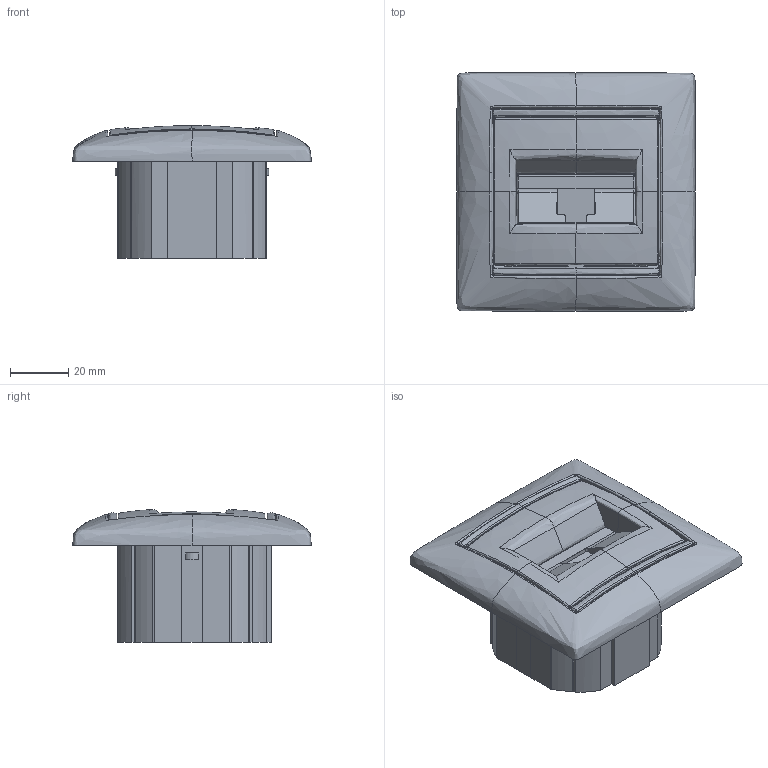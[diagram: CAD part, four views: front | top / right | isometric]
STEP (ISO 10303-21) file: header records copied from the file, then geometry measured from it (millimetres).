
FILE_DESCRIPTION(('STEP AP242'), '1');
FILE_NAME('774230', '', ('UNSPECIFIED'), ('UNSPECIFIED'), 'C3D Converter', 'C3D Toolkit', '');
FILE_SCHEMA(('AP242_MANAGED_MODEL_BASED_3D_ENGINEERING_MIM_LF { 1 0 10303 442 1 1 4 }'));
Length unit declared in the file: millimetre
Products named in the file (1): БЕИВ.434435.009
Bounding box: 82 x 82 x 45.74 mm (x, y, z)
Volume: 3112.7 mm3; surface area: 34575.1 mm2
Topology: 8 solids, 21 shells, 1277 faces, 3387 edges, 2090 vertices
Faces by surface type: plane 450, bspline 414, extrusion 198, cylinder 158, torus 30, sphere 23, cone 4
Full cylindrical faces by diameter (mm): 3.1 x4
Entity records: 107816 total; most frequent: CARTESIAN_POINT 71131, ORIENTED_EDGE 6651, EDGE_CURVE 3326, DIRECTION 3284, VERTEX_POINT 2089, B_SPLINE_CURVE_WITH_KNOTS 1979, VECTOR 1454, EDGE_LOOP 1316
